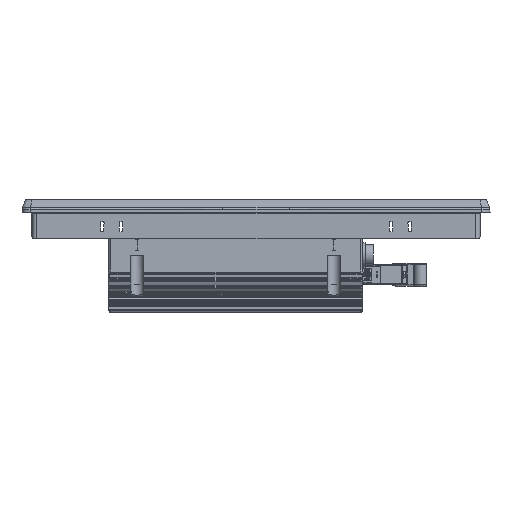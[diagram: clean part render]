
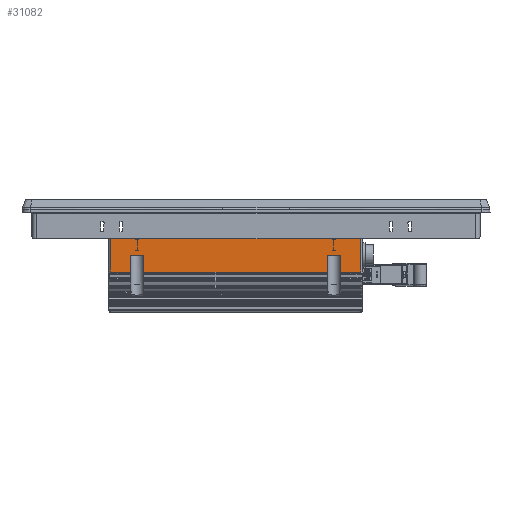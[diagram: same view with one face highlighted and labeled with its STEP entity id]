
A CAD part, left-side view. The second image highlights one B-rep face of the part: STEP entity #31082.
In plain terms, the highlighted planar face has unit normal (-1, 0, 0).
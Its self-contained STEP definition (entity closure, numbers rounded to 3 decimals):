
#1919 = EDGE_CURVE ( 'NONE', #18473, #57103, #5873, .T. ) ;
#2028 = DIRECTION ( 'NONE',  ( -1., 0., 0. ) ) ;
#3642 = DIRECTION ( 'NONE',  ( 0., -1., 0. ) ) ;
#4841 = ORIENTED_EDGE ( 'NONE', *, *, #129485, .T. ) ;
#5873 = B_SPLINE_CURVE_WITH_KNOTS ( 'NONE', 3,
 ( #123961, #34968, #35683, #58718 ),
 .UNSPECIFIED., .F., .F.,
 ( 4, 4 ),
 ( 0., 0.002 ),
 .UNSPECIFIED. ) ;
#6457 = EDGE_CURVE ( 'NONE', #138567, #34318, #88333, .T. ) ;
#7729 = CARTESIAN_POINT ( 'NONE',  ( -133., -51.548, -36.68 ) ) ;
#7925 = CARTESIAN_POINT ( 'NONE',  ( -133., -43.548, -26.1 ) ) ;
#8328 = VERTEX_POINT ( 'NONE', #113197 ) ;
#9547 = CARTESIAN_POINT ( 'NONE',  ( -133., 68.452, -26.1 ) ) ;
#9778 = DIRECTION ( 'NONE',  ( 0., -1., 0. ) ) ;
#10762 = DIRECTION ( 'NONE',  ( 0., -1., 0. ) ) ;
#12960 = LINE ( 'NONE', #14420, #86871 ) ;
#13434 = VECTOR ( 'NONE', #9778, 1000. ) ;
#14420 = CARTESIAN_POINT ( 'NONE',  ( -133., 89.952, -36.68 ) ) ;
#14448 = CARTESIAN_POINT ( 'NONE',  ( -133., -63.948, -35.1 ) ) ;
#14572 = EDGE_LOOP ( 'NONE', ( #81956, #101491, #104685, #128495, #128873, #79042, #42781, #133797, #77236, #4841, #22950, #142541, #118809, #64918 ) ) ;
#15165 = CARTESIAN_POINT ( 'NONE',  ( -133., -43.548, -36.68 ) ) ;
#18032 = EDGE_CURVE ( 'NONE', #34769, #138567, #20674, .T. ) ;
#18473 = VERTEX_POINT ( 'NONE', #52430 ) ;
#20674 = LINE ( 'NONE', #110386, #65375 ) ;
#21580 = EDGE_CURVE ( 'NONE', #97635, #82934, #117101, .T. ) ;
#22950 = ORIENTED_EDGE ( 'NONE', *, *, #79587, .T. ) ;
#23727 = DIRECTION ( 'NONE',  ( 0., 0., 1. ) ) ;
#24513 = LINE ( 'NONE', #92680, #116845 ) ;
#26298 = CARTESIAN_POINT ( 'NONE',  ( -133., -63.948, -35.627 ) ) ;
#27086 = EDGE_CURVE ( 'NONE', #57103, #29399, #93317, .T. ) ;
#27745 = EDGE_CURVE ( 'NONE', #29399, #128134, #146838, .T. ) ;
#29399 = VERTEX_POINT ( 'NONE', #34338 ) ;
#31082 = ADVANCED_FACE ( 'NONE', ( #45778 ), #77660, .T. ) ;
#32627 = DIRECTION ( 'NONE',  ( 0., 0., 1. ) ) ;
#33709 = LINE ( 'NONE', #100457, #37686 ) ;
#34318 = VERTEX_POINT ( 'NONE', #15165 ) ;
#34338 = CARTESIAN_POINT ( 'NONE',  ( -133., 76.452, -36.68 ) ) ;
#34769 = VERTEX_POINT ( 'NONE', #9547 ) ;
#34968 = CARTESIAN_POINT ( 'NONE',  ( -133., 88.852, -35.627 ) ) ;
#35683 = CARTESIAN_POINT ( 'NONE',  ( -133., 88.836, -36.154 ) ) ;
#36271 = EDGE_CURVE ( 'NONE', #69434, #18473, #24513, .T. ) ;
#36907 = VECTOR ( 'NONE', #3642, 1000. ) ;
#37686 = VECTOR ( 'NONE', #10762, 1000. ) ;
#40583 = DIRECTION ( 'NONE',  ( 0., 0., -1. ) ) ;
#42625 = CARTESIAN_POINT ( 'NONE',  ( -133., 89.952, -16.1 ) ) ;
#42781 = ORIENTED_EDGE ( 'NONE', *, *, #117304, .T. ) ;
#42937 = DIRECTION ( 'NONE',  ( 0., 0., -1. ) ) ;
#45778 = FACE_OUTER_BOUND ( 'NONE', #14572, .T. ) ;
#46581 = VECTOR ( 'NONE', #32627, 1000. ) ;
#51996 = VERTEX_POINT ( 'NONE', #98343 ) ;
#52430 = CARTESIAN_POINT ( 'NONE',  ( -133., 88.852, -35.1 ) ) ;
#55177 = CARTESIAN_POINT ( 'NONE',  ( -133., -63.948, -16.1 ) ) ;
#55417 = CARTESIAN_POINT ( 'NONE',  ( -133., -51.548, -16.1 ) ) ;
#56769 = CARTESIAN_POINT ( 'NONE',  ( -133., -63.932, -36.154 ) ) ;
#57103 = VERTEX_POINT ( 'NONE', #95329 ) ;
#57622 = DIRECTION ( 'NONE',  ( 0., 0., 1. ) ) ;
#58718 = CARTESIAN_POINT ( 'NONE',  ( -133., 88.804, -36.68 ) ) ;
#61475 = B_SPLINE_CURVE_WITH_KNOTS ( 'NONE', 3,
 ( #79685, #56769, #26298, #14448 ),
 .UNSPECIFIED., .F., .F.,
 ( 4, 4 ),
 ( 0., 0.002 ),
 .UNSPECIFIED. ) ;
#63898 = CARTESIAN_POINT ( 'NONE',  ( -133., -63.948, -16.1 ) ) ;
#64918 = ORIENTED_EDGE ( 'NONE', *, *, #36271, .T. ) ;
#65375 = VECTOR ( 'NONE', #42937, 1000. ) ;
#66219 = VECTOR ( 'NONE', #40583, 1000. ) ;
#69434 = VERTEX_POINT ( 'NONE', #71303 ) ;
#71303 = CARTESIAN_POINT ( 'NONE',  ( -133., 88.852, -16.1 ) ) ;
#74026 = CARTESIAN_POINT ( 'NONE',  ( -133., 89.952, -26.1 ) ) ;
#74489 = CARTESIAN_POINT ( 'NONE',  ( -133., 89.952, -36.68 ) ) ;
#77236 = ORIENTED_EDGE ( 'NONE', *, *, #100037, .T. ) ;
#77660 = PLANE ( 'NONE',  #80311 ) ;
#79042 = ORIENTED_EDGE ( 'NONE', *, *, #6457, .T. ) ;
#79587 = EDGE_CURVE ( 'NONE', #51996, #8328, #61475, .T. ) ;
#79685 = CARTESIAN_POINT ( 'NONE',  ( -133., -63.9, -36.68 ) ) ;
#80051 = LINE ( 'NONE', #91898, #115749 ) ;
#80311 = AXIS2_PLACEMENT_3D ( 'NONE', #88760, #2028, #57622 ) ;
#81956 = ORIENTED_EDGE ( 'NONE', *, *, #1919, .T. ) ;
#82188 = VECTOR ( 'NONE', #116379, 1000. ) ;
#82934 = VERTEX_POINT ( 'NONE', #89151 ) ;
#84938 = EDGE_CURVE ( 'NONE', #69434, #102351, #134567, .T. ) ;
#86871 = VECTOR ( 'NONE', #139023, 1000. ) ;
#88205 = CARTESIAN_POINT ( 'NONE',  ( -133., 76.452, -16.1 ) ) ;
#88333 = LINE ( 'NONE', #74489, #13434 ) ;
#88760 = CARTESIAN_POINT ( 'NONE',  ( -133., 89.952, -16.1 ) ) ;
#89151 = CARTESIAN_POINT ( 'NONE',  ( -133., -51.548, -26.1 ) ) ;
#89265 = DIRECTION ( 'NONE',  ( 0., -1., 0. ) ) ;
#91898 = CARTESIAN_POINT ( 'NONE',  ( -133., -43.548, -16.1 ) ) ;
#92680 = CARTESIAN_POINT ( 'NONE',  ( -133., 88.852, -16.1 ) ) ;
#93317 = LINE ( 'NONE', #138619, #36907 ) ;
#95329 = CARTESIAN_POINT ( 'NONE',  ( -133., 88.804, -36.68 ) ) ;
#96057 = CARTESIAN_POINT ( 'NONE',  ( -133., 76.452, -26.1 ) ) ;
#96116 = CARTESIAN_POINT ( 'NONE',  ( -133., 68.452, -36.68 ) ) ;
#97635 = VERTEX_POINT ( 'NONE', #7925 ) ;
#98343 = CARTESIAN_POINT ( 'NONE',  ( -133., -63.9, -36.68 ) ) ;
#100037 = EDGE_CURVE ( 'NONE', #82934, #145141, #111720, .T. ) ;
#100457 = CARTESIAN_POINT ( 'NONE',  ( -133., 89.952, -26.1 ) ) ;
#101491 = ORIENTED_EDGE ( 'NONE', *, *, #27086, .T. ) ;
#102351 = VERTEX_POINT ( 'NONE', #55177 ) ;
#104550 = DIRECTION ( 'NONE',  ( 0., 0., -1. ) ) ;
#104685 = ORIENTED_EDGE ( 'NONE', *, *, #27745, .T. ) ;
#110386 = CARTESIAN_POINT ( 'NONE',  ( -133., 68.452, -16.1 ) ) ;
#111300 = DIRECTION ( 'NONE',  ( 0., 0., 1. ) ) ;
#111720 = LINE ( 'NONE', #55417, #66219 ) ;
#113197 = CARTESIAN_POINT ( 'NONE',  ( -133., -63.948, -35.1 ) ) ;
#115260 = EDGE_CURVE ( 'NONE', #8328, #102351, #121713, .T. ) ;
#115749 = VECTOR ( 'NONE', #23727, 1000. ) ;
#116379 = DIRECTION ( 'NONE',  ( 0., -1., 0. ) ) ;
#116845 = VECTOR ( 'NONE', #104550, 1000. ) ;
#117101 = LINE ( 'NONE', #74026, #82188 ) ;
#117304 = EDGE_CURVE ( 'NONE', #34318, #97635, #80051, .T. ) ;
#118809 = ORIENTED_EDGE ( 'NONE', *, *, #84938, .F. ) ;
#121713 = LINE ( 'NONE', #63898, #127207 ) ;
#123961 = CARTESIAN_POINT ( 'NONE',  ( -133., 88.852, -35.1 ) ) ;
#127207 = VECTOR ( 'NONE', #111300, 1000. ) ;
#128134 = VERTEX_POINT ( 'NONE', #96057 ) ;
#128495 = ORIENTED_EDGE ( 'NONE', *, *, #132375, .T. ) ;
#128873 = ORIENTED_EDGE ( 'NONE', *, *, #18032, .T. ) ;
#129485 = EDGE_CURVE ( 'NONE', #145141, #51996, #12960, .T. ) ;
#132375 = EDGE_CURVE ( 'NONE', #128134, #34769, #33709, .T. ) ;
#133797 = ORIENTED_EDGE ( 'NONE', *, *, #21580, .T. ) ;
#134567 = LINE ( 'NONE', #42625, #137204 ) ;
#137204 = VECTOR ( 'NONE', #89265, 1000. ) ;
#138567 = VERTEX_POINT ( 'NONE', #96116 ) ;
#138619 = CARTESIAN_POINT ( 'NONE',  ( -133., 89.952, -36.68 ) ) ;
#139023 = DIRECTION ( 'NONE',  ( 0., -1., 0. ) ) ;
#142541 = ORIENTED_EDGE ( 'NONE', *, *, #115260, .T. ) ;
#145141 = VERTEX_POINT ( 'NONE', #7729 ) ;
#146838 = LINE ( 'NONE', #88205, #46581 ) ;
